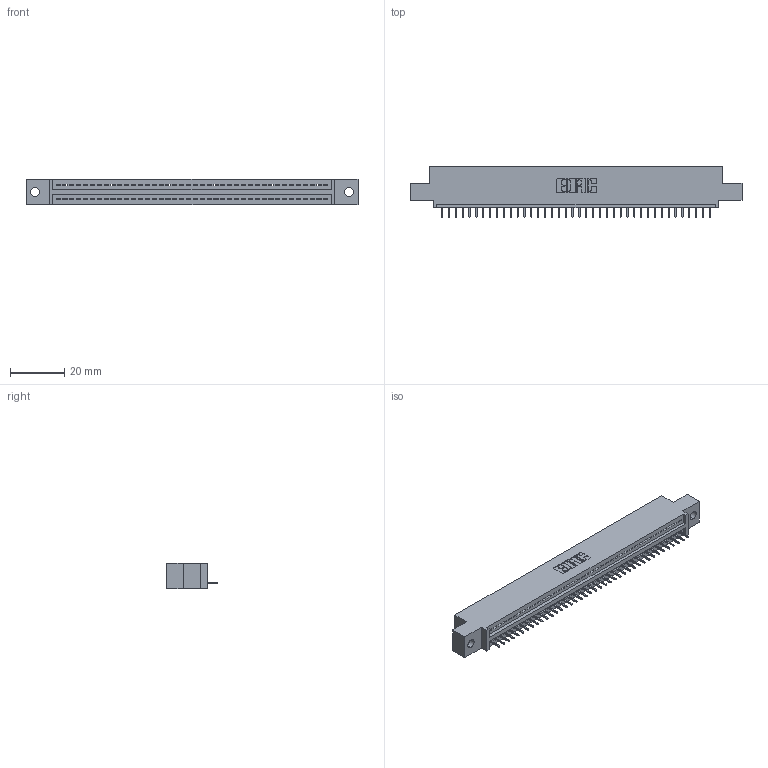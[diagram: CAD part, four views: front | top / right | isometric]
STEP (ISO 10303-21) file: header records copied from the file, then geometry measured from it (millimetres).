
FILE_DESCRIPTION (( 'STEP AP203' ), '1' );
FILE_NAME ('845-040-525-402.STEP', '2020-09-23T04:52:16', ( '' ), ( '' ), 'SwSTEP 2.0', 'SolidWorks 2020', '' );
FILE_SCHEMA (( 'CONFIG_CONTROL_DESIGN' ));
Length unit declared in the file: inch
Products named in the file (3): 845 Part_0.110 Offset - 0.128 Dia; 345-292-001_345-293-125; 845-040-525-402
Assembly tree (41 placements, depth 2):
  845-040-525-402
    845 Part_0.110 Offset - 0.128 Dia
    345-292-001_345-293-125  x40
Bounding box: 122.81 x 18.72 x 9.4 mm (x, y, z)
Volume: 11374.8 mm3; surface area: 14354.6 mm2
Topology: 41 solids, 41 shells, 2610 faces, 7553 edges, 4874 vertices
Faces by surface type: plane 1924, cylinder 686
Entity records: 30583 total; most frequent: CARTESIAN_POINT 5304, ORIENTED_EDGE 5278, DIRECTION 4635, EDGE_CURVE 2639, VECTOR 2351, LINE 2351, VERTEX_POINT 1754, AXIS2_PLACEMENT_3D 1142
